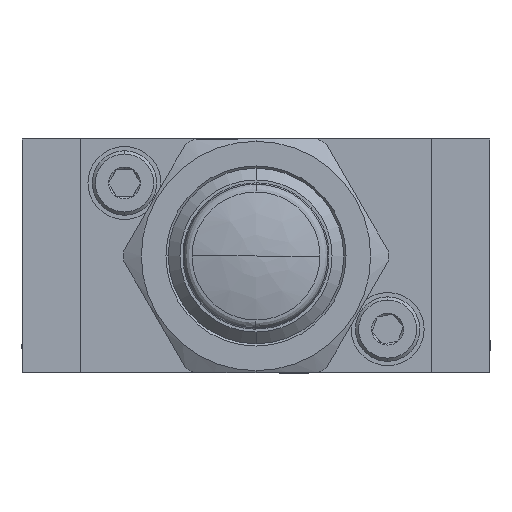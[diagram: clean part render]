
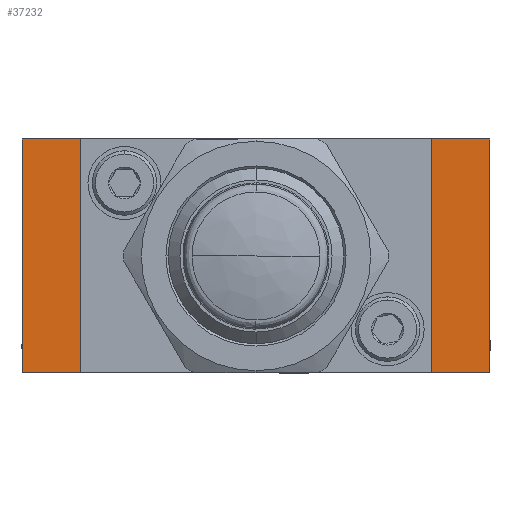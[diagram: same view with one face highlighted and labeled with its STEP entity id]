
A CAD part, left-side view. The second image highlights one B-rep face of the part: STEP entity #37232.
In plain terms, the highlighted planar face has unit normal (-1, 0, 0).
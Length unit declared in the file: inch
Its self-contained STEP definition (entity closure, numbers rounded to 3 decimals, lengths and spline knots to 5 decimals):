
#1805 = FACE_BOUND ( 'NONE', #7983, .T. ) ;
#2442 = ORIENTED_EDGE ( 'NONE', *, *, #97472, .F. ) ;
#2494 = ORIENTED_EDGE ( 'NONE', *, *, #28213, .F. ) ;
#2712 = VECTOR ( 'NONE', #5258, 39.37008 ) ;
#5258 = DIRECTION ( 'NONE',  ( 0., 1., 0. ) ) ;
#7983 = EDGE_LOOP ( 'NONE', ( #50536, #95858, #88613, #2442 ) ) ;
#8515 = CARTESIAN_POINT ( 'NONE',  ( -1.531, -1., -0.5 ) ) ;
#11694 = CARTESIAN_POINT ( 'NONE',  ( -1.531, 1., 0.5 ) ) ;
#11929 = DIRECTION ( 'NONE',  ( 0., -1., 0. ) ) ;
#12685 = CARTESIAN_POINT ( 'NONE',  ( -1.531, 0.75, -0.499 ) ) ;
#13102 = LINE ( 'NONE', #15220, #38843 ) ;
#15220 = CARTESIAN_POINT ( 'NONE',  ( -1.531, 1., 0. ) ) ;
#15732 = CARTESIAN_POINT ( 'NONE',  ( -1.531, -0.75, 0.499 ) ) ;
#17934 = CARTESIAN_POINT ( 'NONE',  ( -1.531, -0.75, 0. ) ) ;
#18160 = VECTOR ( 'NONE', #11929, 39.37008 ) ;
#18233 = CARTESIAN_POINT ( 'NONE',  ( -1.531, 0.75, 0. ) ) ;
#21755 = LINE ( 'NONE', #17934, #62021 ) ;
#26952 = CARTESIAN_POINT ( 'NONE',  ( -1.531, 1., -0.5 ) ) ;
#27355 = CARTESIAN_POINT ( 'NONE',  ( -1.531, 0., -0.499 ) ) ;
#28213 = EDGE_CURVE ( 'NONE', #88289, #68585, #66350, .T. ) ;
#32171 = ORIENTED_EDGE ( 'NONE', *, *, #63861, .F. ) ;
#32594 = CARTESIAN_POINT ( 'NONE',  ( -1.531, -1., -0.5 ) ) ;
#33153 = EDGE_CURVE ( 'NONE', #68975, #86904, #21755, .T. ) ;
#36919 = LINE ( 'NONE', #68019, #2712 ) ;
#37232 = ADVANCED_FACE ( 'NONE', ( #1805, #82468 ), #79892, .F. ) ;
#38843 = VECTOR ( 'NONE', #60603, 39.37008 ) ;
#39686 = DIRECTION ( 'NONE',  ( 1., 0., 0. ) ) ;
#42549 = CARTESIAN_POINT ( 'NONE',  ( -1.531, -1., 0. ) ) ;
#45888 = VERTEX_POINT ( 'NONE', #12685 ) ;
#48350 = EDGE_CURVE ( 'NONE', #86904, #76769, #36919, .T. ) ;
#50536 = ORIENTED_EDGE ( 'NONE', *, *, #50744, .T. ) ;
#50744 = EDGE_CURVE ( 'NONE', #45888, #76769, #80645, .T. ) ;
#54092 = VECTOR ( 'NONE', #72121, 39.37008 ) ;
#56624 = VECTOR ( 'NONE', #67534, 39.37008 ) ;
#58556 = CARTESIAN_POINT ( 'NONE',  ( -1.531, 0.75, 0.499 ) ) ;
#60353 = LINE ( 'NONE', #67853, #56624 ) ;
#60603 = DIRECTION ( 'NONE',  ( 0., 0., 1. ) ) ;
#61349 = EDGE_LOOP ( 'NONE', ( #67707, #74890, #2494, #32171 ) ) ;
#62021 = VECTOR ( 'NONE', #71456, 39.37008 ) ;
#63840 = DIRECTION ( 'NONE',  ( 0., 0., -1. ) ) ;
#63861 = EDGE_CURVE ( 'NONE', #94466, #88289, #74732, .T. ) ;
#64162 = CARTESIAN_POINT ( 'NONE',  ( -1.531, -1., 0.5 ) ) ;
#65217 = EDGE_CURVE ( 'NONE', #68585, #101273, #13102, .T. ) ;
#65280 = DIRECTION ( 'NONE',  ( 0., 0., 1. ) ) ;
#66350 = LINE ( 'NONE', #32594, #54092 ) ;
#67534 = DIRECTION ( 'NONE',  ( 0., -1., 0. ) ) ;
#67707 = ORIENTED_EDGE ( 'NONE', *, *, #74916, .F. ) ;
#67853 = CARTESIAN_POINT ( 'NONE',  ( -1.531, -1., 0.5 ) ) ;
#68019 = CARTESIAN_POINT ( 'NONE',  ( -1.531, 0., 0.499 ) ) ;
#68157 = LINE ( 'NONE', #27355, #18160 ) ;
#68336 = VECTOR ( 'NONE', #65280, 39.37008 ) ;
#68585 = VERTEX_POINT ( 'NONE', #26952 ) ;
#68975 = VERTEX_POINT ( 'NONE', #89616 ) ;
#71063 = VECTOR ( 'NONE', #90316, 39.37008 ) ;
#71456 = DIRECTION ( 'NONE',  ( 0., 0., 1. ) ) ;
#72121 = DIRECTION ( 'NONE',  ( 0., 1., 0. ) ) ;
#74732 = LINE ( 'NONE', #42549, #71063 ) ;
#74890 = ORIENTED_EDGE ( 'NONE', *, *, #65217, .F. ) ;
#74916 = EDGE_CURVE ( 'NONE', #101273, #94466, #60353, .T. ) ;
#76769 = VERTEX_POINT ( 'NONE', #58556 ) ;
#79892 = PLANE ( 'NONE',  #97705 ) ;
#80645 = LINE ( 'NONE', #18233, #68336 ) ;
#82468 = FACE_OUTER_BOUND ( 'NONE', #61349, .T. ) ;
#86904 = VERTEX_POINT ( 'NONE', #15732 ) ;
#88289 = VERTEX_POINT ( 'NONE', #8515 ) ;
#88613 = ORIENTED_EDGE ( 'NONE', *, *, #33153, .F. ) ;
#89616 = CARTESIAN_POINT ( 'NONE',  ( -1.531, -0.75, -0.499 ) ) ;
#90316 = DIRECTION ( 'NONE',  ( 0., 0., -1. ) ) ;
#90971 = CARTESIAN_POINT ( 'NONE',  ( -1.531, -1., 0.5 ) ) ;
#94466 = VERTEX_POINT ( 'NONE', #90971 ) ;
#95858 = ORIENTED_EDGE ( 'NONE', *, *, #48350, .F. ) ;
#97472 = EDGE_CURVE ( 'NONE', #45888, #68975, #68157, .T. ) ;
#97705 = AXIS2_PLACEMENT_3D ( 'NONE', #64162, #39686, #63840 ) ;
#101273 = VERTEX_POINT ( 'NONE', #11694 ) ;
